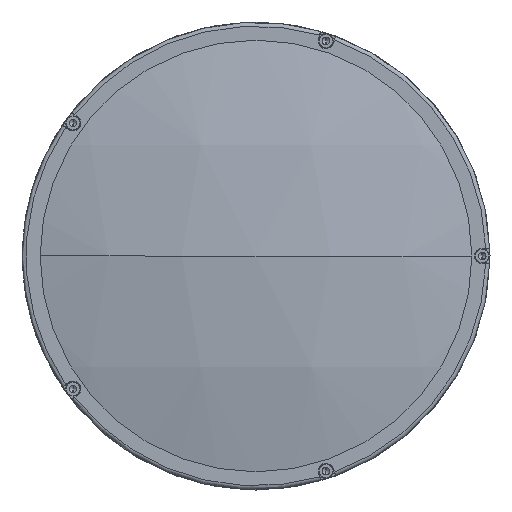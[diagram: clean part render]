
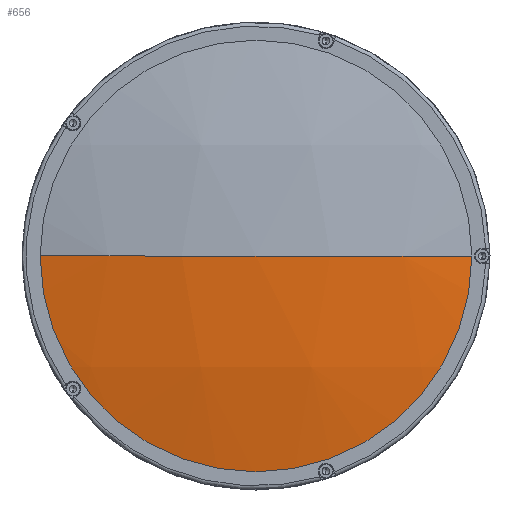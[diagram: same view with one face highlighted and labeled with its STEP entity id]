
A CAD part, left-side view. The second image highlights one B-rep face of the part: STEP entity #656.
In plain terms, the highlighted spherical face has radius 384 mm.
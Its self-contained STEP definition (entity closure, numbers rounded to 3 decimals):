
#67 = VERTEX_POINT ( 'NONE', #4527 ) ;
#210 = CARTESIAN_POINT ( 'NONE',  ( -353.104, 0., 0. ) ) ;
#312 = CIRCLE ( 'NONE', #9066, 384. ) ;
#656 = ADVANCED_FACE ( 'NONE', ( #7635 ), #4760, .T. ) ;
#917 = DIRECTION ( 'NONE',  ( 0., 1., 0. ) ) ;
#1293 = ORIENTED_EDGE ( 'NONE', *, *, #4960, .F. ) ;
#1836 = AXIS2_PLACEMENT_3D ( 'NONE', #6060, #6259, #6958 ) ;
#2227 = DIRECTION ( 'NONE',  ( 0., 0., 1. ) ) ;
#3708 = CIRCLE ( 'NONE', #6107, 85. ) ;
#4058 = ORIENTED_EDGE ( 'NONE', *, *, #6239, .T. ) ;
#4188 = CIRCLE ( 'NONE', #6720, 384. ) ;
#4527 = CARTESIAN_POINT ( 'NONE',  ( -353.104, 85., 0. ) ) ;
#4760 = SPHERICAL_SURFACE ( 'NONE', #1836, 384. ) ;
#4960 = EDGE_CURVE ( 'NONE', #67, #6607, #4188, .T. ) ;
#4965 = CARTESIAN_POINT ( 'NONE',  ( -362.63, 0., 0. ) ) ;
#4971 = DIRECTION ( 'NONE',  ( -1., 0., 0. ) ) ;
#5115 = DIRECTION ( 'NONE',  ( 0., -1., 0. ) ) ;
#5215 = EDGE_CURVE ( 'NONE', #67, #6778, #3708, .T. ) ;
#6060 = CARTESIAN_POINT ( 'NONE',  ( 21.37, 0., 0. ) ) ;
#6107 = AXIS2_PLACEMENT_3D ( 'NONE', #210, #4971, #6405 ) ;
#6239 = EDGE_CURVE ( 'NONE', #6778, #6607, #312, .T. ) ;
#6259 = DIRECTION ( 'NONE',  ( 0., 0., -1. ) ) ;
#6376 = ORIENTED_EDGE ( 'NONE', *, *, #5215, .T. ) ;
#6405 = DIRECTION ( 'NONE',  ( 0., 0., 1. ) ) ;
#6607 = VERTEX_POINT ( 'NONE', #4965 ) ;
#6720 = AXIS2_PLACEMENT_3D ( 'NONE', #8686, #2227, #5115 ) ;
#6778 = VERTEX_POINT ( 'NONE', #7524 ) ;
#6958 = DIRECTION ( 'NONE',  ( 0., 1., 0. ) ) ;
#7375 = DIRECTION ( 'NONE',  ( 0., 0., -1. ) ) ;
#7524 = CARTESIAN_POINT ( 'NONE',  ( -353.104, -85., 0. ) ) ;
#7635 = FACE_OUTER_BOUND ( 'NONE', #9020, .T. ) ;
#8686 = CARTESIAN_POINT ( 'NONE',  ( 21.37, 0., 0. ) ) ;
#8844 = CARTESIAN_POINT ( 'NONE',  ( 21.37, 0., 0. ) ) ;
#9020 = EDGE_LOOP ( 'NONE', ( #6376, #4058, #1293 ) ) ;
#9066 = AXIS2_PLACEMENT_3D ( 'NONE', #8844, #7375, #917 ) ;
